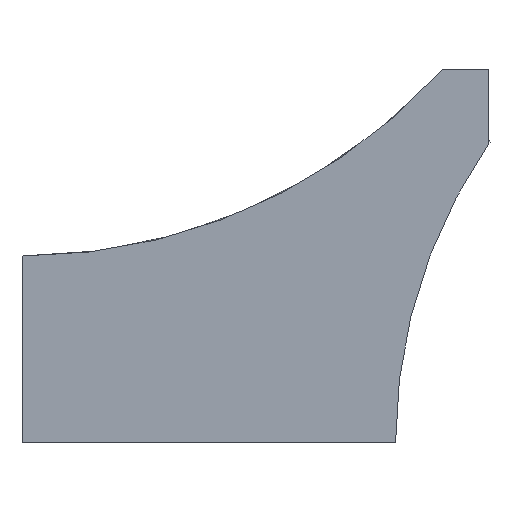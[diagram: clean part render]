
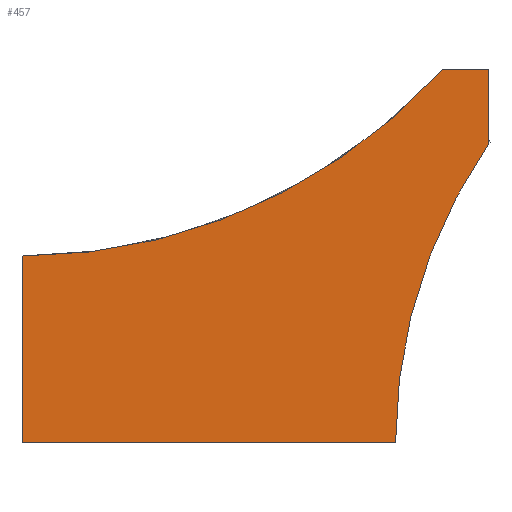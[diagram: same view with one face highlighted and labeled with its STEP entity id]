
A CAD part, front view. The second image highlights one B-rep face of the part: STEP entity #457.
In plain terms, the highlighted planar face has unit normal (0, -1, 0).
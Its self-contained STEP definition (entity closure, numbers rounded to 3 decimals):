
#20=PLANE('',#517);
#41=FACE_OUTER_BOUND('',#70,.T.);
#70=EDGE_LOOP('',(#333,#334,#335,#336,#337,#338));
#102=LINE('',#717,#148);
#106=LINE('',#733,#152);
#107=LINE('',#734,#153);
#108=LINE('',#735,#154);
#148=VECTOR('',#574,10.);
#152=VECTOR('',#588,10.);
#153=VECTOR('',#589,10.);
#154=VECTOR('',#590,10.);
#190=CIRCLE('',#506,84.452);
#192=CIRCLE('',#509,91.068);
#209=VERTEX_POINT('',#696);
#210=VERTEX_POINT('',#697);
#213=VERTEX_POINT('',#705);
#214=VERTEX_POINT('',#706);
#218=VERTEX_POINT('',#716);
#225=VERTEX_POINT('',#732);
#250=EDGE_CURVE('',#209,#210,#190,.T.);
#254=EDGE_CURVE('',#213,#214,#192,.T.);
#259=EDGE_CURVE('',#218,#209,#102,.T.);
#267=EDGE_CURVE('',#225,#210,#106,.T.);
#268=EDGE_CURVE('',#213,#225,#107,.T.);
#269=EDGE_CURVE('',#218,#214,#108,.T.);
#333=ORIENTED_EDGE('',*,*,#250,.T.);
#334=ORIENTED_EDGE('',*,*,#267,.F.);
#335=ORIENTED_EDGE('',*,*,#268,.F.);
#336=ORIENTED_EDGE('',*,*,#254,.T.);
#337=ORIENTED_EDGE('',*,*,#269,.F.);
#338=ORIENTED_EDGE('',*,*,#259,.T.);
#457=ADVANCED_FACE('',(#41),#20,.T.);
#506=AXIS2_PLACEMENT_3D('',#698,#556,#557);
#509=AXIS2_PLACEMENT_3D('',#707,#564,#565);
#517=AXIS2_PLACEMENT_3D('',#731,#586,#587);
#556=DIRECTION('center_axis',(0.,1.,0.));
#557=DIRECTION('ref_axis',(-1.,0.,0.));
#564=DIRECTION('center_axis',(0.,1.,0.));
#565=DIRECTION('ref_axis',(0.742,0.,-0.671));
#574=DIRECTION('',(1.,0.,0.));
#586=DIRECTION('center_axis',(0.,-1.,0.));
#587=DIRECTION('ref_axis',(-1.,0.,0.));
#588=DIRECTION('',(0.,0.,-1.));
#589=DIRECTION('',(1.,0.,0.));
#590=DIRECTION('',(0.,0.,1.));
#696=CARTESIAN_POINT('',(30.,-2.5,-15.));
#697=CARTESIAN_POINT('',(45.,-2.5,33.047));
#698=CARTESIAN_POINT('Origin',(114.452,-2.5,-15.));
#705=CARTESIAN_POINT('',(37.558,-2.5,45.));
#706=CARTESIAN_POINT('',(-30.,-2.5,15.));
#707=CARTESIAN_POINT('Origin',(-30.,-2.5,106.068));
#716=CARTESIAN_POINT('',(-30.,-2.5,-15.));
#717=CARTESIAN_POINT('',(30.,-2.5,-15.));
#731=CARTESIAN_POINT('Origin',(30.,-2.5,0.));
#732=CARTESIAN_POINT('',(45.,-2.5,45.));
#733=CARTESIAN_POINT('',(45.,-2.5,45.));
#734=CARTESIAN_POINT('',(-30.,-2.5,45.));
#735=CARTESIAN_POINT('',(-30.,-2.5,0.));
